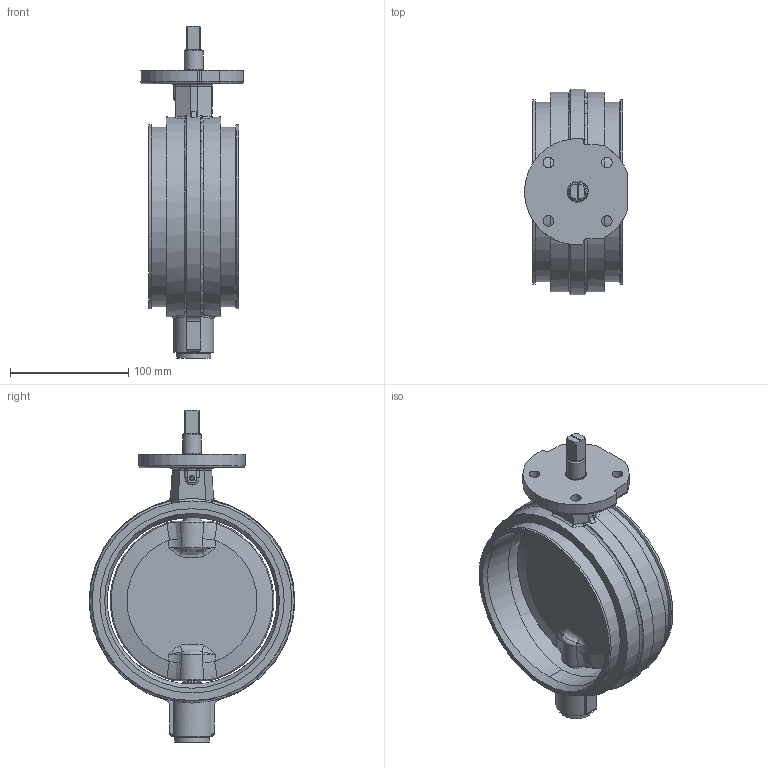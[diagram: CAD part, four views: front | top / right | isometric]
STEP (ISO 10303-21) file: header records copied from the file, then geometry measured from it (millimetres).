
FILE_DESCRIPTION((''),'2;1');
FILE_NAME('CK DN150.stp','2012-07-27T10:06:42',('hellwig'),(''),'Autodesk Inventor 2011','Autodesk Inventor 2011','');
FILE_SCHEMA(('AUTOMOTIVE_DESIGN { 1 0 10303 214 1 1 1 1 }'));
Length unit declared in the file: millimetre
Products named in the file (1): M810_Konturvereinfachung_1
Bounding box: 86.83 x 173.93 x 281 mm (x, y, z)
Volume: 621347.5 mm3; surface area: 153951.6 mm2
Topology: 1 solids, 14 shells, 585 faces, 1517 edges, 953 vertices
Faces by surface type: plane 238, cylinder 123, bspline 113, torus 59, cone 45, sphere 7
Full cylindrical faces by diameter (mm): 4 x1, 4.917 x3, 9 x4, 12.4 x1, 12.5 x1, 12.6 x1, 12.8 x3, 13 x1, 15.2 x1, 16 x13, 16.1 x1, 18 x5, 22.376 x2, 24.3 x1, 28.9 x1, 29 x1, 34 x1, 152 x2, 156 x2, 169 x2
Entity records: 20133 total; most frequent: CARTESIAN_POINT 6718, ORIENTED_EDGE 2722, DIRECTION 2341, EDGE_CURVE 1361, VERTEX_POINT 909, AXIS2_PLACEMENT_3D 856, EDGE_LOOP 743, VECTOR 629
